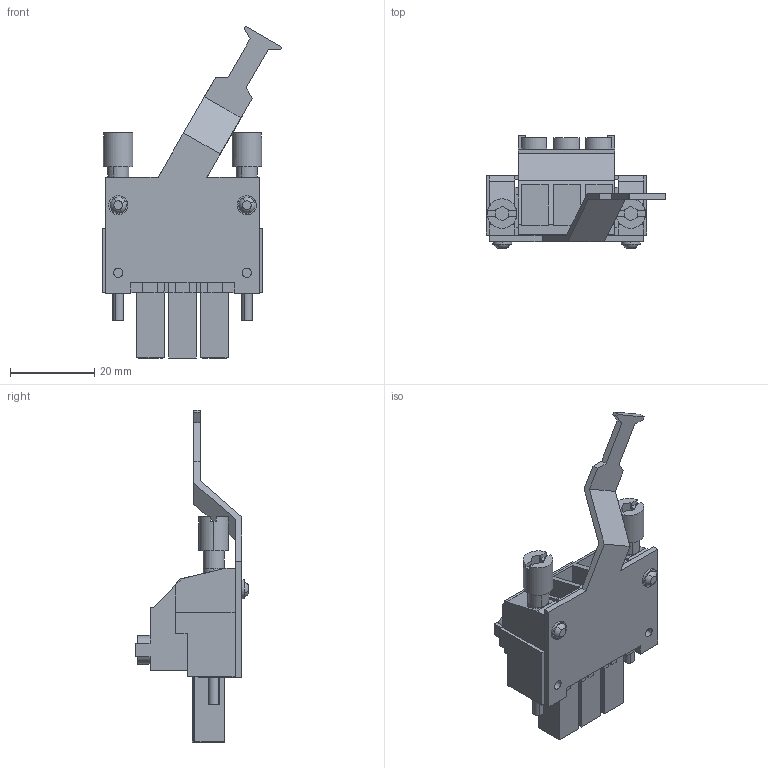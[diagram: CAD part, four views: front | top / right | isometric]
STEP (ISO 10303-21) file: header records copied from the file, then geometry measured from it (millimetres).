
FILE_DESCRIPTION(('CATIA V5R24 STEP','CAx-IF Rec.Pracs.--- Model Styling and Organization---1.2---2011-12-15'),'2;1');
FILE_NAME ('D1459326_0_1929850000_1929850000.stp','2018-02-05T11:55:36+00:00',('none'),('Weidmueller'),'CATIA Version 5-6 Release 2014 SP4 HF52','CATIA V5 STEP AP214','none');
FILE_SCHEMA(('AUTOMOTIVE_DESIGN { 1 0 10303 214 1 1 1 1 }'));
Length unit declared in the file: millimetre
Products named in the file (1): 1929850000
Bounding box: 42.62 x 26.8 x 78.67 mm (x, y, z)
Volume: 16920.8 mm3; surface area: 15336 mm2
Topology: 11 solids, 13 shells, 528 faces, 1432 edges, 953 vertices
Faces by surface type: plane 448, cylinder 66, sphere 8, extrusion 6
Entity records: 16538 total; most frequent: CARTESIAN_POINT 3339, ORIENTED_EDGE 2864, DIRECTION 2239, EDGE_CURVE 1432, VECTOR 1246, LINE 1240, VERTEX_POINT 953, EDGE_LOOP 579
